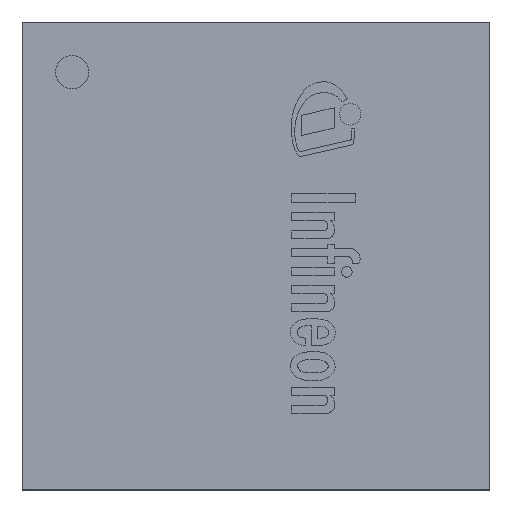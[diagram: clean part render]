
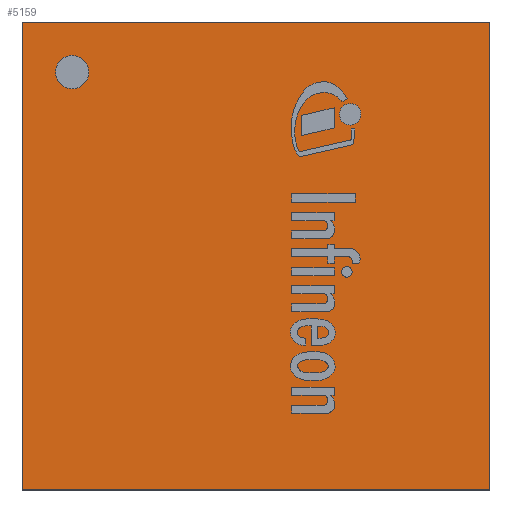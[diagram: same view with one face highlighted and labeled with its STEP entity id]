
A CAD part, top view. The second image highlights one B-rep face of the part: STEP entity #5159.
In plain terms, the highlighted planar face has unit normal (0, 0, 1).
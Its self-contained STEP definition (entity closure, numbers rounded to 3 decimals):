
#298=FACE_BOUND('',#1640,.T.);
#306=CIRCLE('',#5984,0.5);
#1049=FACE_OUTER_BOUND('',#1639,.T.);
#1639=EDGE_LOOP('',(#3794,#3795,#3796,#3797));
#1640=EDGE_LOOP('',(#3798));
#2243=LINE('',#8726,#2509);
#2246=LINE('',#8732,#2512);
#2249=LINE('',#8738,#2515);
#2252=LINE('',#8742,#2518);
#2509=VECTOR('',#6840,1.);
#2512=VECTOR('',#6845,1.);
#2515=VECTOR('',#6850,1.);
#2518=VECTOR('',#6855,1.);
#2765=VERTEX_POINT('',#8714);
#2769=VERTEX_POINT('',#8723);
#2770=VERTEX_POINT('',#8725);
#2772=VERTEX_POINT('',#8731);
#2774=VERTEX_POINT('',#8737);
#3209=EDGE_CURVE('',#2765,#2765,#306,.T.);
#3213=EDGE_CURVE('',#2770,#2769,#2243,.T.);
#3216=EDGE_CURVE('',#2772,#2770,#2246,.T.);
#3219=EDGE_CURVE('',#2774,#2772,#2249,.T.);
#3222=EDGE_CURVE('',#2769,#2774,#2252,.T.);
#3794=ORIENTED_EDGE('',*,*,#3222,.T.);
#3795=ORIENTED_EDGE('',*,*,#3219,.T.);
#3796=ORIENTED_EDGE('',*,*,#3216,.T.);
#3797=ORIENTED_EDGE('',*,*,#3213,.T.);
#3798=ORIENTED_EDGE('',*,*,#3209,.T.);
#4817=PLANE('',#5992);
#5159=ADVANCED_FACE('',(#1049,#298),#4817,.T.);
#5984=AXIS2_PLACEMENT_3D('',#8715,#6830,#6831);
#5992=AXIS2_PLACEMENT_3D('',#8744,#6858,#6859);
#6830=DIRECTION('center_axis',(0.,0.,-1.));
#6831=DIRECTION('ref_axis',(0.,1.,0.));
#6840=DIRECTION('',(1.,0.,0.));
#6845=DIRECTION('',(0.,-1.,0.));
#6850=DIRECTION('',(-1.,0.,0.));
#6855=DIRECTION('',(0.,1.,0.));
#6858=DIRECTION('center_axis',(0.,0.,1.));
#6859=DIRECTION('ref_axis',(0.,-1.,0.));
#8714=CARTESIAN_POINT('',(-5.5,5.,1.7));
#8715=CARTESIAN_POINT('Origin',(-5.5,5.5,1.7));
#8723=CARTESIAN_POINT('',(7.,-7.,1.7));
#8725=CARTESIAN_POINT('',(-7.,-7.,1.7));
#8726=CARTESIAN_POINT('',(7.,-7.,1.7));
#8731=CARTESIAN_POINT('',(-7.,7.,1.7));
#8732=CARTESIAN_POINT('',(-7.,-7.,1.7));
#8737=CARTESIAN_POINT('',(7.,7.,1.7));
#8738=CARTESIAN_POINT('',(-7.,7.,1.7));
#8742=CARTESIAN_POINT('',(7.,7.,1.7));
#8744=CARTESIAN_POINT('Origin',(0.,0.,1.7));
